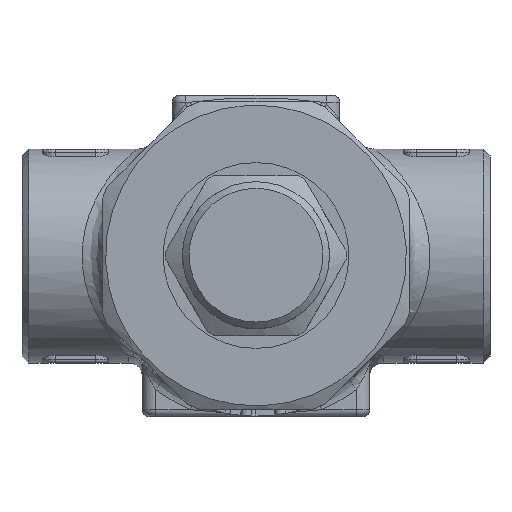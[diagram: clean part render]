
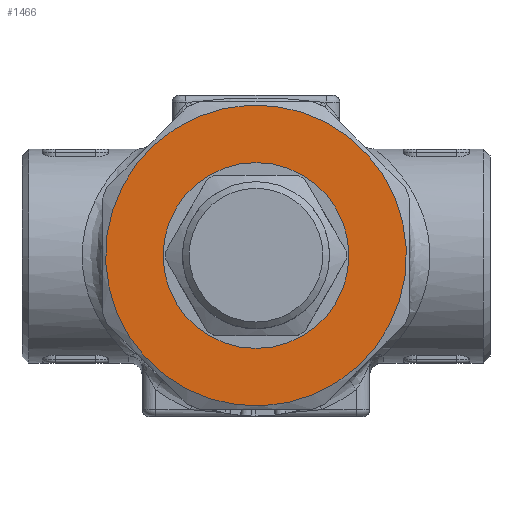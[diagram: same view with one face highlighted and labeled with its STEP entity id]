
A CAD part, top view. The second image highlights one B-rep face of the part: STEP entity #1466.
In plain terms, the highlighted planar face has unit normal (0, 0, 1).
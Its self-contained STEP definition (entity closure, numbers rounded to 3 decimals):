
#706=CARTESIAN_POINT('',(13.9,0.,52.));
#707=VERTEX_POINT('',#706);
#708=CARTESIAN_POINT('',(0.,0.,52.));
#709=DIRECTION('',(0.0,0.0,-1.0));
#710=DIRECTION('',(-1.0,0.0,0.0));
#711=AXIS2_PLACEMENT_3D('',#708,#709,#710);
#712=CIRCLE('',#711,13.9);
#713=EDGE_CURVE('',#707,#707,#712,.T.);
#746=CARTESIAN_POINT('',(8.61,-20.787,52.));
#747=VERTEX_POINT('',#746);
#748=CARTESIAN_POINT('',(0.,0.,52.));
#749=DIRECTION('',(0.0,0.0,1.0));
#750=DIRECTION('',(0.383,-0.924,0.0));
#751=AXIS2_PLACEMENT_3D('',#748,#749,#750);
#752=CIRCLE('',#751,22.5);
#753=EDGE_CURVE('',#747,#747,#752,.T.);
#1455=CARTESIAN_POINT('',(0.,0.,52.));
#1456=DIRECTION('',(0.0,0.0,1.0));
#1457=DIRECTION('',(1.0,0.0,0.0));
#1458=AXIS2_PLACEMENT_3D('',#1455,#1456,#1457);
#1459=PLANE('',#1458);
#1460=ORIENTED_EDGE('',*,*,#753,.T.);
#1461=EDGE_LOOP('',(#1460));
#1462=FACE_OUTER_BOUND('',#1461,.T.);
#1463=ORIENTED_EDGE('',*,*,#713,.T.);
#1464=EDGE_LOOP('',(#1463));
#1465=FACE_BOUND('',#1464,.T.);
#1466=ADVANCED_FACE('',(#1462,#1465),#1459,.T.);
